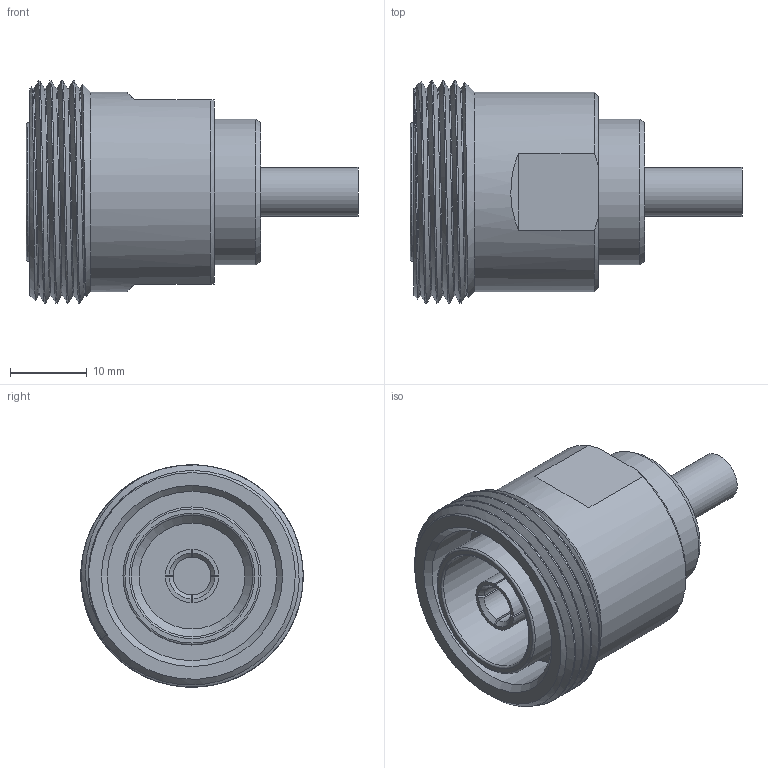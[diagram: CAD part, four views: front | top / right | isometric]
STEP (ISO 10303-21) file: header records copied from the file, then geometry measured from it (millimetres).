
FILE_DESCRIPTION (( 'STEP AP203' ), '1' );
FILE_NAME ('PE44544_3D.step', '2022-05-11T17:53:30', ( '' ), ( '' ), 'SwSTEP 2.0', 'SolidWorks 2021', '' );
FILE_SCHEMA (( 'CONFIG_CONTROL_DESIGN' ));
Length unit declared in the file: inch
Products named in the file (1): PE44544_3D
Bounding box: 43.3 x 29 x 29 mm (x, y, z)
Volume: 11881.9 mm3; surface area: 6673 mm2
Topology: 2 solids, 2 shells, 64 faces, 148 edges, 96 vertices
Faces by surface type: plane 32, cone 14, cylinder 13, bspline 3, torus 2
Full cylindrical faces by diameter (mm): 3.1 x1, 4.571 x1, 4.754 x1, 4.96 x1, 5.4 x1, 6.4 x1, 6.94 x1, 15.85 x1, 18 x1, 19 x1, 22.1 x1, 26 x1
Entity records: 3380 total; most frequent: CARTESIAN_POINT 2014, DIRECTION 268, ORIENTED_EDGE 236, EDGE_CURVE 118, AXIS2_PLACEMENT_3D 114, EDGE_LOOP 92, VERTEX_POINT 88, FACE_OUTER_BOUND 76
